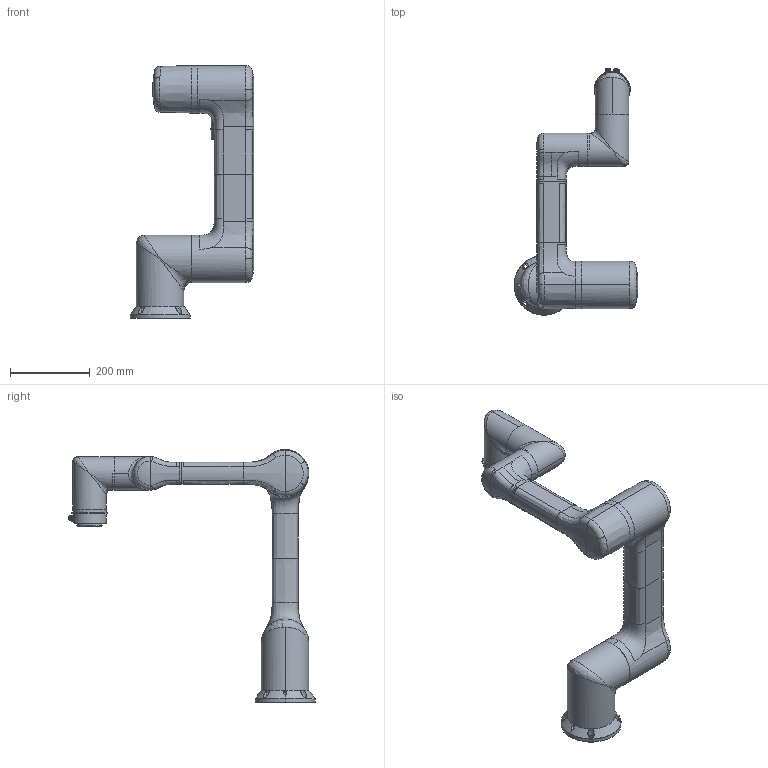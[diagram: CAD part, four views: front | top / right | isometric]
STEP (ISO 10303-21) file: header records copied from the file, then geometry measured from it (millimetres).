
FILE_DESCRIPTION((''),'2;1');
FILE_NAME('HCR5_DUMMY_ASSY_ASM','2019-02-21T',('song102'),(''),'PRO/ENGINEER BY PARAMETRIC TECHNOLOGY CORPORATION, 2015440','PRO/ENGINEER BY PARAMETRIC TECHNOLOGY CORPORATION, 2015440','');
FILE_SCHEMA(('CONFIG_CONTROL_DESIGN'));
Length unit declared in the file: millimetre
Products named in the file (8): HCR5_DUMMY_BASE_PLATE; HCR5_DUMMY_J1; HCR5_DUMMY_J2_J3; HCR5_DUMMY_ELBOW; HCR5_DUMMY_J4; HCR5_DUMMY_J5_J6; HCR5_DUMMY_TOOL_IO; HCR5_DUMMY_ASSY_ASM
Assembly tree (9 placements, depth 2):
  HCR5_DUMMY_ASSY_ASM
    HCR5_DUMMY_BASE_PLATE
    HCR5_DUMMY_J1
    HCR5_DUMMY_J2_J3  x2
    HCR5_DUMMY_ELBOW
    HCR5_DUMMY_J4
    HCR5_DUMMY_J5_J6  x2
    HCR5_DUMMY_TOOL_IO
Bounding box: 310 x 616.55 x 633.5 mm (x, y, z)
Volume: 12429162.3 mm3; surface area: 697434.6 mm2
Topology: 9 solids, 16 shells, 946 faces, 2487 edges, 1595 vertices
Faces by surface type: cylinder 354, plane 268, bspline 171, cone 96, extrusion 37, torus 20
Entity records: 44205 total; most frequent: CARTESIAN_POINT 22878, ORIENTED_EDGE 4762, DIRECTION 3825, EDGE_CURVE 2381, VERTEX_POINT 1545, AXIS2_PLACEMENT_3D 1438, EDGE_LOOP 1008, VECTOR 949
